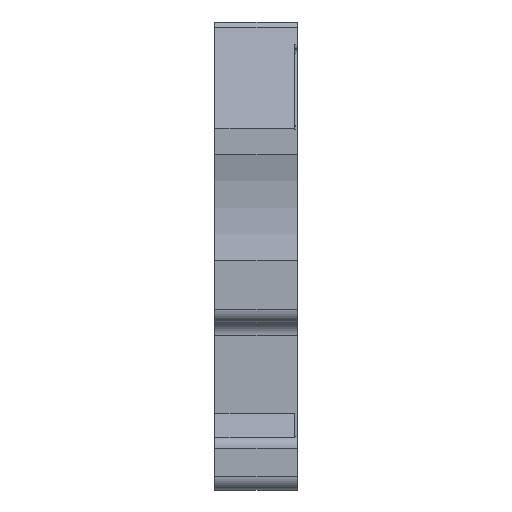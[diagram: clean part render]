
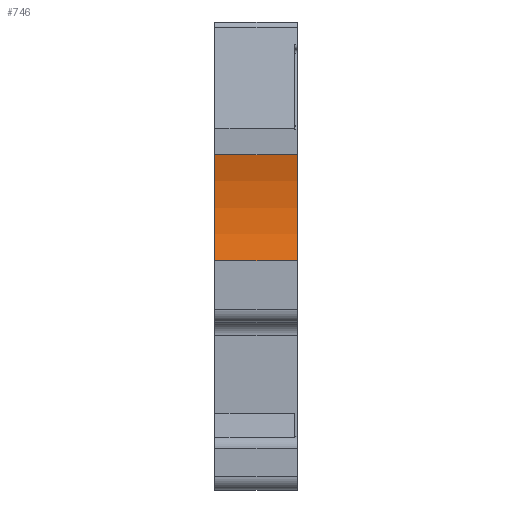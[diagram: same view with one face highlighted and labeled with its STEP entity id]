
A CAD part, left-side view. The second image highlights one B-rep face of the part: STEP entity #746.
In plain terms, the highlighted cylindrical face has radius 15 mm (diameter 30 mm), a partial arc.
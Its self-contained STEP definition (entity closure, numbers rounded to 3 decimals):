
#122=CYLINDRICAL_SURFACE('',#9216,15.);
#280=FACE_OUTER_BOUND('',#1566,.T.);
#746=ADVANCED_FACE('',(#280),#122,.F.);
#1566=EDGE_LOOP('',(#4245,#4246,#4247,#4248));
#2199=LINE('',#12943,#3183);
#2202=LINE('',#12951,#3186);
#3183=VECTOR('',#10243,1.);
#3186=VECTOR('',#10250,1.);
#4245=ORIENTED_EDGE('',*,*,#7724,.T.);
#4246=ORIENTED_EDGE('',*,*,#7725,.F.);
#4247=ORIENTED_EDGE('',*,*,#7726,.F.);
#4248=ORIENTED_EDGE('',*,*,#7721,.F.);
#6835=VERTEX_POINT('',#12944);
#6836=VERTEX_POINT('',#12945);
#6837=VERTEX_POINT('',#12950);
#6838=VERTEX_POINT('',#12952);
#7721=EDGE_CURVE('',#6835,#6836,#2199,.T.);
#7724=EDGE_CURVE('',#6835,#6837,#8876,.T.);
#7725=EDGE_CURVE('',#6838,#6837,#2202,.T.);
#7726=EDGE_CURVE('',#6836,#6838,#8877,.T.);
#8876=CIRCLE('',#9214,15.);
#8877=CIRCLE('',#9215,15.);
#9214=AXIS2_PLACEMENT_3D('',#12949,#10248,#10249);
#9215=AXIS2_PLACEMENT_3D('',#12953,#10251,#10252);
#9216=AXIS2_PLACEMENT_3D('',#12954,#10253,#10254);
#10243=DIRECTION('',(0.,1.,0.));
#10248=DIRECTION('',(0.,-1.,0.));
#10249=DIRECTION('',(1.,0.,0.));
#10250=DIRECTION('',(0.,-1.,0.));
#10251=DIRECTION('',(0.,-1.,0.));
#10252=DIRECTION('',(0.,0.,-1.));
#10253=DIRECTION('',(0.,-1.,0.));
#10254=DIRECTION('',(0.,0.,-1.));
#12943=CARTESIAN_POINT('',(-43.7,3.72,11.25));
#12944=CARTESIAN_POINT('',(-43.7,-3.1,11.25));
#12945=CARTESIAN_POINT('',(-43.7,3.1,11.25));
#12949=CARTESIAN_POINT('',(-58.157,-3.1,15.25));
#12950=CARTESIAN_POINT('',(-43.7,-3.1,19.25));
#12951=CARTESIAN_POINT('',(-43.7,3.72,19.25));
#12952=CARTESIAN_POINT('',(-43.7,3.1,19.25));
#12953=CARTESIAN_POINT('',(-58.157,3.1,15.25));
#12954=CARTESIAN_POINT('',(-58.157,3.72,15.25));
